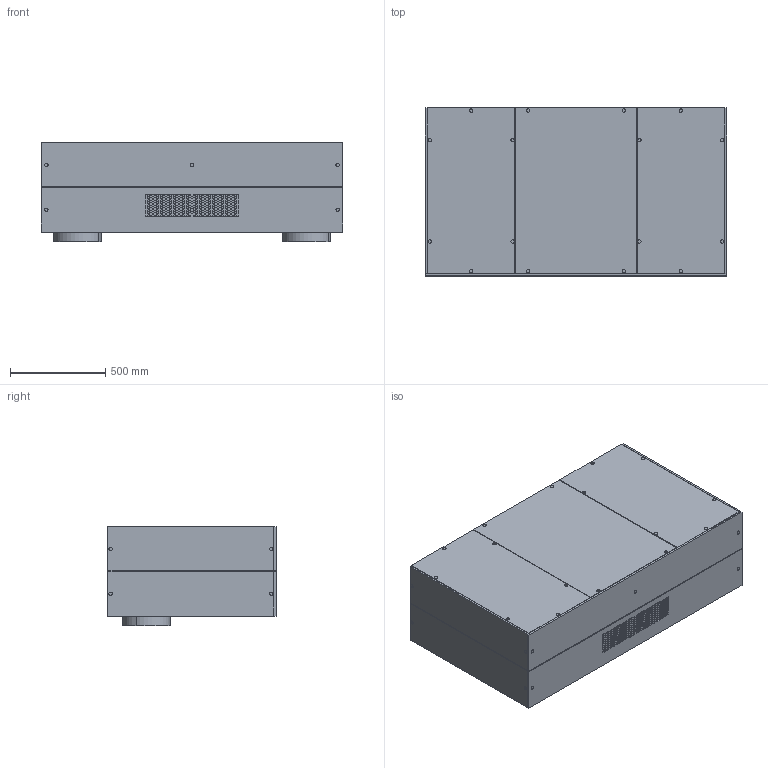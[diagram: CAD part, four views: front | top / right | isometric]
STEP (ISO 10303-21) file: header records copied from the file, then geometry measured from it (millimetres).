
FILE_DESCRIPTION(('Creo Elements/Direct Modeling STEP Export'),'2;1');
FILE_NAME('X600HD-SO.stp','2019-05-28T14:30:04',(''),(''),'PTC Creo Elements/Direct Modeling STEP processor for AP214 (Solid Model)','PTC Creo Elements/Direct Modeling 19.0C 15-Aug-2015 (C) Parametric Technology GmbH','');
FILE_SCHEMA(('AUTOMOTIVE_DESIGN { 1 0 10303 214 1 1 1 1 }'));
Products named in the file (1): X600HD-SO
Bounding box: 1579 x 880 x 523.5 mm (x, y, z)
Volume: 656332349 mm3; surface area: 5342384.7 mm2
Topology: 1 solids, 1 shells, 7177 faces, 18332 edges, 12220 vertices
Faces by surface type: plane 7089, cylinder 88
Entity records: 211878 total; most frequent: CARTESIAN_POINT 37597, ORIENTED_EDGE 36664, DIRECTION 32629, EDGE_CURVE 18332, VECTOR 18125, LINE 18125, VERTEX_POINT 12220, EDGE_LOOP 8240
